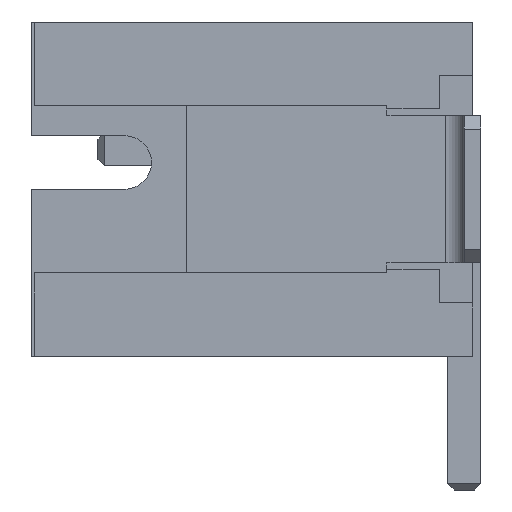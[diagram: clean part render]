
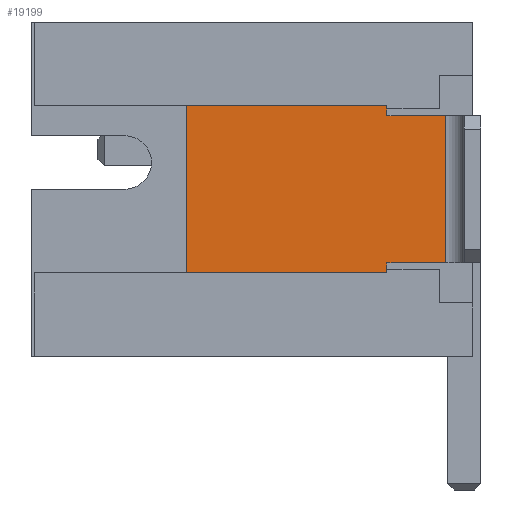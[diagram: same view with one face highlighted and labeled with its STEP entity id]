
A CAD part, left-side view. The second image highlights one B-rep face of the part: STEP entity #19199.
In plain terms, the highlighted planar face has unit normal (-1, 0, 0).
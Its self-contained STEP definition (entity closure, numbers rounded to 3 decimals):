
#272 = ORIENTED_EDGE ( 'NONE', *, *, #5322, .T. ) ;
#411 = DIRECTION ( 'NONE',  ( 0., 0., -1. ) ) ;
#459 = EDGE_CURVE ( 'NONE', #21508, #10532, #18431, .T. ) ;
#1003 = ORIENTED_EDGE ( 'NONE', *, *, #15872, .T. ) ;
#1269 = CARTESIAN_POINT ( 'NONE',  ( 0.275, 1.405, -1.25 ) ) ;
#1295 = CARTESIAN_POINT ( 'NONE',  ( 0.275, 4.405, 1.25 ) ) ;
#1691 = VECTOR ( 'NONE', #16589, 1000. ) ;
#2049 = EDGE_CURVE ( 'NONE', #15830, #12658, #5624, .T. ) ;
#2308 = CARTESIAN_POINT ( 'NONE',  ( 0.275, 1.405, -1.25 ) ) ;
#2844 = ORIENTED_EDGE ( 'NONE', *, *, #12788, .T. ) ;
#3052 = CARTESIAN_POINT ( 'NONE',  ( 0.275, 0.525, -1.1 ) ) ;
#3056 = VERTEX_POINT ( 'NONE', #3052 ) ;
#3344 = DIRECTION ( 'NONE',  ( 0., 0., 1. ) ) ;
#4494 = DIRECTION ( 'NONE',  ( 0., 0., 1. ) ) ;
#5134 = EDGE_CURVE ( 'NONE', #9082, #3056, #14585, .T. ) ;
#5154 = VECTOR ( 'NONE', #21338, 1000. ) ;
#5322 = EDGE_CURVE ( 'NONE', #12658, #6059, #21070, .T. ) ;
#5624 = LINE ( 'NONE', #12655, #12351 ) ;
#6059 = VERTEX_POINT ( 'NONE', #20353 ) ;
#6359 = CARTESIAN_POINT ( 'NONE',  ( 0.275, 1.405, -1.1 ) ) ;
#6476 = LINE ( 'NONE', #13367, #10627 ) ;
#6592 = DIRECTION ( 'NONE',  ( 0., 0., -1. ) ) ;
#6746 = LINE ( 'NONE', #13426, #1691 ) ;
#6803 = CARTESIAN_POINT ( 'NONE',  ( 0.275, 1.405, -1.25 ) ) ;
#7185 = ORIENTED_EDGE ( 'NONE', *, *, #2049, .T. ) ;
#7571 = VERTEX_POINT ( 'NONE', #16504 ) ;
#7975 = VECTOR ( 'NONE', #8259, 1000. ) ;
#8259 = DIRECTION ( 'NONE',  ( 0., 0., 1. ) ) ;
#8506 = AXIS2_PLACEMENT_3D ( 'NONE', #17217, #15733, #411 ) ;
#8703 = ORIENTED_EDGE ( 'NONE', *, *, #19242, .T. ) ;
#8873 = VECTOR ( 'NONE', #19512, 1000. ) ;
#9082 = VERTEX_POINT ( 'NONE', #11433 ) ;
#9188 = CARTESIAN_POINT ( 'NONE',  ( 0.275, 0.525, 1.1 ) ) ;
#9488 = ORIENTED_EDGE ( 'NONE', *, *, #9576, .F. ) ;
#9576 = EDGE_CURVE ( 'NONE', #19439, #19420, #11945, .T. ) ;
#10532 = VERTEX_POINT ( 'NONE', #16792 ) ;
#10627 = VECTOR ( 'NONE', #6592, 1000. ) ;
#10680 = FACE_OUTER_BOUND ( 'NONE', #21533, .T. ) ;
#11033 = DIRECTION ( 'NONE',  ( 0., 0., -1. ) ) ;
#11433 = CARTESIAN_POINT ( 'NONE',  ( 0.275, 1.405, -1.1 ) ) ;
#11443 = LINE ( 'NONE', #6803, #21520 ) ;
#11458 = CARTESIAN_POINT ( 'NONE',  ( 0.275, 1.405, -1.25 ) ) ;
#11945 = LINE ( 'NONE', #17035, #19718 ) ;
#12351 = VECTOR ( 'NONE', #11033, 1000. ) ;
#12655 = CARTESIAN_POINT ( 'NONE',  ( 0.275, 4.405, -1.25 ) ) ;
#12658 = VERTEX_POINT ( 'NONE', #16416 ) ;
#12788 = EDGE_CURVE ( 'NONE', #7571, #9082, #11443, .T. ) ;
#12816 = EDGE_CURVE ( 'NONE', #19420, #3056, #6476, .T. ) ;
#13056 = ORIENTED_EDGE ( 'NONE', *, *, #459, .T. ) ;
#13088 = CARTESIAN_POINT ( 'NONE',  ( 0.275, 1.405, -1.25 ) ) ;
#13367 = CARTESIAN_POINT ( 'NONE',  ( 0.275, 0.525, -1.1 ) ) ;
#13426 = CARTESIAN_POINT ( 'NONE',  ( 0.275, 1.405, 1.25 ) ) ;
#14201 = DIRECTION ( 'NONE',  ( 0., -1., 0. ) ) ;
#14310 = CARTESIAN_POINT ( 'NONE',  ( 0.275, 1.405, 1.1 ) ) ;
#14585 = LINE ( 'NONE', #6359, #5154 ) ;
#15733 = DIRECTION ( 'NONE',  ( 1., 0., 0. ) ) ;
#15782 = ORIENTED_EDGE ( 'NONE', *, *, #12816, .F. ) ;
#15830 = VERTEX_POINT ( 'NONE', #1295 ) ;
#15872 = EDGE_CURVE ( 'NONE', #6059, #7571, #16201, .T. ) ;
#16201 = LINE ( 'NONE', #11458, #17135 ) ;
#16416 = CARTESIAN_POINT ( 'NONE',  ( 0.275, 4.405, -1.25 ) ) ;
#16463 = CARTESIAN_POINT ( 'NONE',  ( 0.275, 1.405, 1.2 ) ) ;
#16504 = CARTESIAN_POINT ( 'NONE',  ( 0.275, 1.405, -1.2 ) ) ;
#16589 = DIRECTION ( 'NONE',  ( 0., 1., 0. ) ) ;
#16792 = CARTESIAN_POINT ( 'NONE',  ( 0.275, 1.405, 1.25 ) ) ;
#16924 = DIRECTION ( 'NONE',  ( 0., -1., 0. ) ) ;
#17035 = CARTESIAN_POINT ( 'NONE',  ( 0.275, 1.405, 1.1 ) ) ;
#17135 = VECTOR ( 'NONE', #4494, 1000. ) ;
#17217 = CARTESIAN_POINT ( 'NONE',  ( 0.275, 0.125, -2.5 ) ) ;
#17407 = ORIENTED_EDGE ( 'NONE', *, *, #5134, .T. ) ;
#17519 = EDGE_CURVE ( 'NONE', #10532, #15830, #6746, .T. ) ;
#17865 = LINE ( 'NONE', #1269, #8873 ) ;
#18431 = LINE ( 'NONE', #13088, #7975 ) ;
#19199 = ADVANCED_FACE ( 'NONE', ( #10680 ), #20603, .F. ) ;
#19242 = EDGE_CURVE ( 'NONE', #19439, #21508, #17865, .T. ) ;
#19420 = VERTEX_POINT ( 'NONE', #9188 ) ;
#19439 = VERTEX_POINT ( 'NONE', #14310 ) ;
#19512 = DIRECTION ( 'NONE',  ( 0., 0., 1. ) ) ;
#19641 = VECTOR ( 'NONE', #14201, 1000. ) ;
#19718 = VECTOR ( 'NONE', #16924, 1000. ) ;
#19910 = ORIENTED_EDGE ( 'NONE', *, *, #17519, .T. ) ;
#20353 = CARTESIAN_POINT ( 'NONE',  ( 0.275, 1.405, -1.25 ) ) ;
#20603 = PLANE ( 'NONE',  #8506 ) ;
#21070 = LINE ( 'NONE', #2308, #19641 ) ;
#21338 = DIRECTION ( 'NONE',  ( 0., -1., 0. ) ) ;
#21508 = VERTEX_POINT ( 'NONE', #16463 ) ;
#21520 = VECTOR ( 'NONE', #3344, 1000. ) ;
#21533 = EDGE_LOOP ( 'NONE', ( #272, #1003, #2844, #17407, #15782, #9488, #8703, #13056, #19910, #7185 ) ) ;
